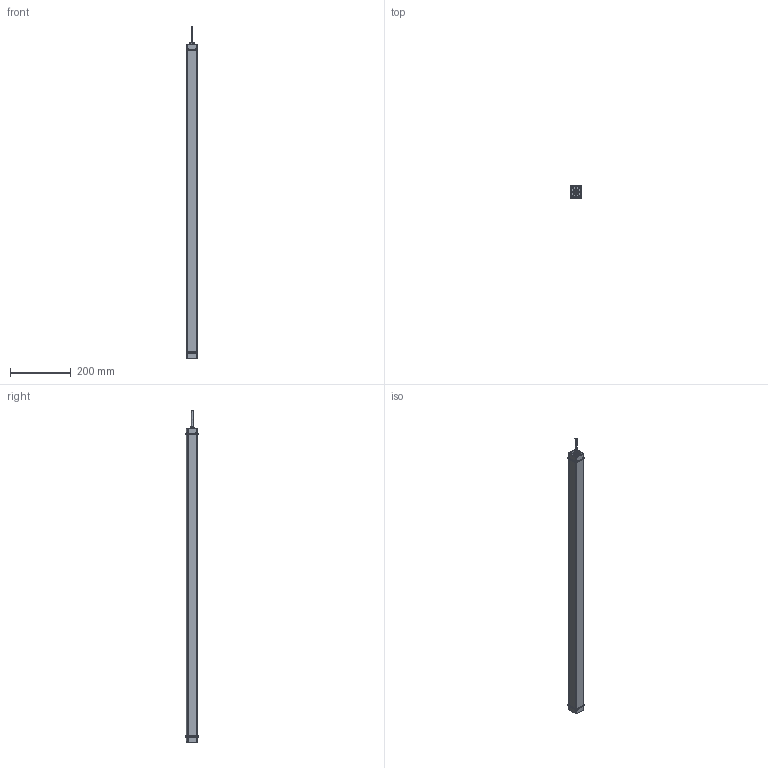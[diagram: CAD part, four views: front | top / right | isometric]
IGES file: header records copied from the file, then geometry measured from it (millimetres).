
Start section:  PTC IGES file: 207409.igs
Global section: file name: 207409.igs; native system: Creo Parametric by PTC Inc.; preprocessor: 2018300; author: pdmadmin; organization: Unknown; date: 20190315.123424; units: millimetre
Bounding box: 37.44 x 39.52 x 1090.79 mm (x, y, z)
Volume: 353017.5 mm3; surface area: 1608672 mm2
Topology: 25 solids, 34 shells, 2526 faces, 13698 edges, 17695 vertices
Faces by surface type: revolution 1684, bspline 842
